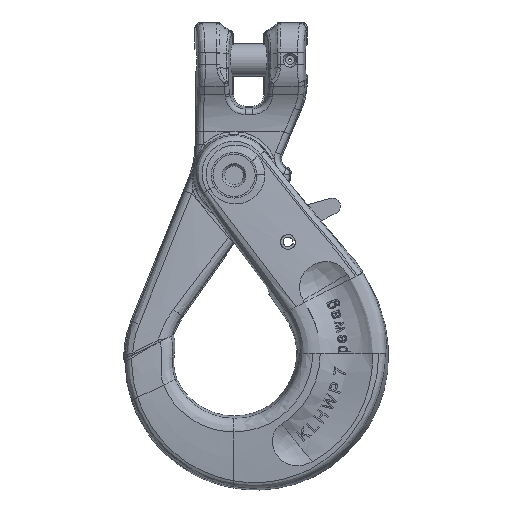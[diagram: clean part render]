
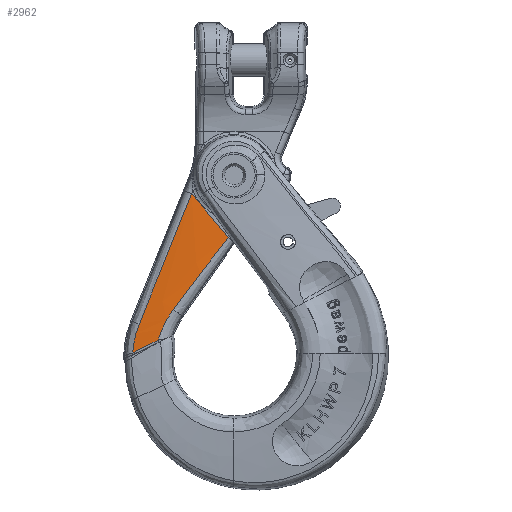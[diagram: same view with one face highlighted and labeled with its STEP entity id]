
A CAD part, top view. The second image highlights one B-rep face of the part: STEP entity #2962.
In plain terms, the highlighted free-form (B-spline) face has degree [3, 3] with [4, 4] control points.
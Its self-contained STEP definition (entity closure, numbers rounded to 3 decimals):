
#335=B_SPLINE_SURFACE_WITH_KNOTS('',3,3,((#16565,#16566,#16567,#16568),
(#16569,#16570,#16571,#16572),(#16573,#16574,#16575,#16576),(#16577,#16578,
#16579,#16580)),.UNSPECIFIED.,.F.,.F.,.F.,(4,4),(4,4),(0.,1.),(0.,1.),
 .UNSPECIFIED.);
#513=B_SPLINE_CURVE_WITH_KNOTS('',3,(#13268,#13269,#13270,#13271,#13272,
#13273,#13274,#13275,#13276,#13277),.UNSPECIFIED.,.F.,.F.,(4,2,2,2,4),(0.,
0.25,0.375,0.5,1.),.UNSPECIFIED.);
#518=B_SPLINE_CURVE_WITH_KNOTS('',3,(#13348,#13349,#13350,#13351,#13352,
#13353,#13354),.UNSPECIFIED.,.F.,.F.,(4,3,4),(0.,0.69,1.),
 .UNSPECIFIED.);
#671=B_SPLINE_CURVE_WITH_KNOTS('',3,(#16235,#16236,#16237,#16238),
 .UNSPECIFIED.,.F.,.F.,(4,4),(0.,1.),.UNSPECIFIED.);
#687=B_SPLINE_CURVE_WITH_KNOTS('',3,(#16527,#16528,#16529,#16530,#16531,
#16532,#16533,#16534,#16535,#16536,#16537,#16538),.UNSPECIFIED.,.F.,.F.,
(4,2,2,2,2,4),(0.,0.5,0.563,0.625,0.75,1.),.UNSPECIFIED.);
#688=B_SPLINE_CURVE_WITH_KNOTS('',3,(#16539,#16540,#16541,#16542,#16543,
#16544,#16545,#16546,#16547,#16548,#16549,#16550,#16551,#16552,#16553,#16554,
#16555,#16556,#16557,#16558,#16559),.UNSPECIFIED.,.F.,.F.,(4,2,2,1,2,2,
1,1,2,2,2,4),(0.,0.25,0.313,0.375,
0.5,0.508,0.516,0.531,
0.563,0.625,0.75,1.),.UNSPECIFIED.);
#689=B_SPLINE_CURVE_WITH_KNOTS('',3,(#16561,#16562,#16563,#16564),
 .UNSPECIFIED.,.F.,.F.,(4,4),(0.,1.),.UNSPECIFIED.);
#2311=FACE_OUTER_BOUND('',#3844,.T.);
#2962=ADVANCED_FACE('',(#2311),#335,.F.);
#3844=EDGE_LOOP('',(#5420,#5421,#5422,#5423,#5424,#5425));
#5420=ORIENTED_EDGE('',*,*,#8302,.T.);
#5421=ORIENTED_EDGE('',*,*,#8779,.T.);
#5422=ORIENTED_EDGE('',*,*,#8730,.T.);
#5423=ORIENTED_EDGE('',*,*,#8780,.T.);
#5424=ORIENTED_EDGE('',*,*,#8781,.T.);
#5425=ORIENTED_EDGE('',*,*,#8307,.T.);
#7348=VERTEX_POINT('',#13258);
#7350=VERTEX_POINT('',#13267);
#7353=VERTEX_POINT('',#13340);
#7581=VERTEX_POINT('',#16234);
#7582=VERTEX_POINT('',#16239);
#7614=VERTEX_POINT('',#16560);
#8302=EDGE_CURVE('',#7348,#7350,#513,.T.);
#8307=EDGE_CURVE('',#7353,#7348,#518,.T.);
#8730=EDGE_CURVE('',#7582,#7581,#671,.T.);
#8779=EDGE_CURVE('',#7350,#7582,#687,.T.);
#8780=EDGE_CURVE('',#7581,#7614,#688,.T.);
#8781=EDGE_CURVE('',#7614,#7353,#689,.T.);
#13258=CARTESIAN_POINT('',(-15.726,4.517,6.709));
#13267=CARTESIAN_POINT('',(-10.558,14.915,6.304));
#13268=CARTESIAN_POINT('',(-15.726,4.518,6.71));
#13269=CARTESIAN_POINT('',(-15.439,5.494,6.642));
#13270=CARTESIAN_POINT('',(-15.118,6.419,6.589));
#13271=CARTESIAN_POINT('',(-14.578,7.78,6.522));
#13272=CARTESIAN_POINT('',(-14.386,8.235,6.502));
#13273=CARTESIAN_POINT('',(-13.977,9.144,6.464));
#13274=CARTESIAN_POINT('',(-13.788,9.538,6.449));
#13275=CARTESIAN_POINT('',(-12.77,11.565,6.378));
#13276=CARTESIAN_POINT('',(-11.759,13.254,6.337));
#13277=CARTESIAN_POINT('',(-10.558,14.915,6.304));
#13340=CARTESIAN_POINT('',(-24.315,0.141,5.82));
#13348=CARTESIAN_POINT('',(-24.315,0.142,5.82));
#13349=CARTESIAN_POINT('',(-22.339,1.146,6.035));
#13350=CARTESIAN_POINT('',(-20.363,2.152,6.244));
#13351=CARTESIAN_POINT('',(-18.387,3.159,6.445));
#13352=CARTESIAN_POINT('',(-17.5,3.612,6.535));
#13353=CARTESIAN_POINT('',(-16.613,4.064,6.624));
#13354=CARTESIAN_POINT('',(-15.726,4.517,6.71));
#16234=CARTESIAN_POINT('',(-4.341,54.161,5.1));
#16235=CARTESIAN_POINT('',(8.167,39.28,5.1));
#16236=CARTESIAN_POINT('',(3.998,44.241,5.1));
#16237=CARTESIAN_POINT('',(-0.171,49.201,5.1));
#16238=CARTESIAN_POINT('',(-4.341,54.161,5.1));
#16239=CARTESIAN_POINT('',(8.167,39.28,5.1));
#16527=CARTESIAN_POINT('',(-10.558,14.915,6.304));
#16528=CARTESIAN_POINT('',(-7.268,19.468,6.213));
#16529=CARTESIAN_POINT('',(-4.195,23.476,6.064));
#16530=CARTESIAN_POINT('',(-0.954,27.649,5.855));
#16531=CARTESIAN_POINT('',(-0.535,28.189,5.827));
#16532=CARTESIAN_POINT('',(0.247,29.192,5.773));
#16533=CARTESIAN_POINT('',(0.639,29.693,5.745));
#16534=CARTESIAN_POINT('',(1.815,31.197,5.658));
#16535=CARTESIAN_POINT('',(2.603,32.201,5.597));
#16536=CARTESIAN_POINT('',(4.973,35.216,5.402));
#16537=CARTESIAN_POINT('',(6.565,37.235,5.257));
#16538=CARTESIAN_POINT('',(8.17,39.276,5.1));
#16539=CARTESIAN_POINT('',(-4.336,54.155,5.1));
#16540=CARTESIAN_POINT('',(-5.901,50.313,5.142));
#16541=CARTESIAN_POINT('',(-7.384,46.625,5.18));
#16542=CARTESIAN_POINT('',(-9.133,42.228,5.225));
#16543=CARTESIAN_POINT('',(-9.516,41.267,5.234));
#16544=CARTESIAN_POINT('',(-10.248,39.424,5.253));
#16545=CARTESIAN_POINT('',(-11.348,36.66,5.281));
#16546=CARTESIAN_POINT('',(-12.45,33.89,5.308));
#16547=CARTESIAN_POINT('',(-13.231,31.926,5.327));
#16548=CARTESIAN_POINT('',(-13.299,31.755,5.329));
#16549=CARTESIAN_POINT('',(-13.412,31.469,5.331));
#16550=CARTESIAN_POINT('',(-13.582,31.043,5.335));
#16551=CARTESIAN_POINT('',(-13.975,30.057,5.345));
#16552=CARTESIAN_POINT('',(-14.305,29.228,5.353));
#16553=CARTESIAN_POINT('',(-14.958,27.591,5.368));
#16554=CARTESIAN_POINT('',(-15.383,26.528,5.378));
#16555=CARTESIAN_POINT('',(-16.625,23.426,5.406));
#16556=CARTESIAN_POINT('',(-17.41,21.472,5.424));
#16557=CARTESIAN_POINT('',(-19.638,15.951,5.47));
#16558=CARTESIAN_POINT('',(-20.954,12.725,5.494));
#16559=CARTESIAN_POINT('',(-22.098,9.953,5.511));
#16560=CARTESIAN_POINT('',(-22.098,9.953,5.511));
#16561=CARTESIAN_POINT('',(-22.098,9.953,5.511));
#16562=CARTESIAN_POINT('',(-23.398,6.806,5.531));
#16563=CARTESIAN_POINT('',(-24.125,3.525,5.607));
#16564=CARTESIAN_POINT('',(-24.315,0.141,5.82));
#16565=CARTESIAN_POINT('',(-8.57,59.193,5.1));
#16566=CARTESIAN_POINT('',(-16.266,37.513,5.105));
#16567=CARTESIAN_POINT('',(-23.963,15.834,5.111));
#16568=CARTESIAN_POINT('',(-31.659,-5.845,5.116));
#16569=CARTESIAN_POINT('',(-2.203,51.618,5.1));
#16570=CARTESIAN_POINT('',(-9.546,33.674,5.405));
#16571=CARTESIAN_POINT('',(-16.889,15.73,5.71));
#16572=CARTESIAN_POINT('',(-24.231,-2.215,6.014));
#16573=CARTESIAN_POINT('',(4.163,44.044,5.1));
#16574=CARTESIAN_POINT('',(-2.826,29.835,5.704));
#16575=CARTESIAN_POINT('',(-9.815,15.625,6.308));
#16576=CARTESIAN_POINT('',(-16.804,1.416,6.912));
#16577=CARTESIAN_POINT('',(10.53,36.469,5.1));
#16578=CARTESIAN_POINT('',(3.894,25.995,6.004));
#16579=CARTESIAN_POINT('',(-2.741,15.521,6.907));
#16580=CARTESIAN_POINT('',(-9.376,5.046,7.811));
